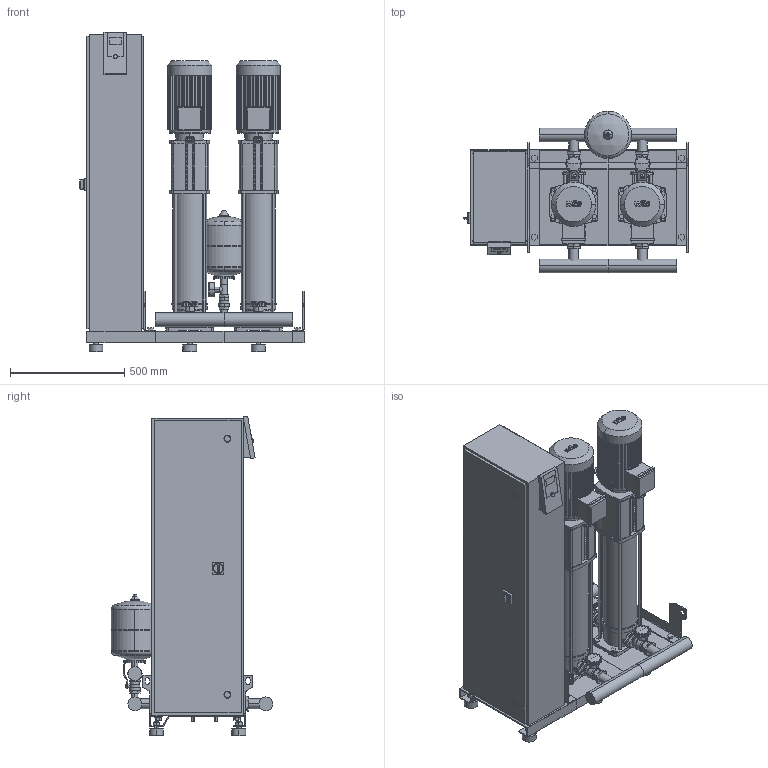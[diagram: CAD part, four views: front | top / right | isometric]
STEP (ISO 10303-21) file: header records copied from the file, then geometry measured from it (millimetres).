
FILE_DESCRIPTION((''),'2;1');
FILE_NAME('3d_SiBoostSmartFC2HELIXV614-2536044.stp','2016-01-25T11:02:30',(''),(''),'Mechanical Desktop 2009','Mechanical Desktop 2009',', , ');
FILE_SCHEMA(('CONFIG_CONTROL_DESIGN'));
Length unit declared in the file: millimetre
Products named in the file (1): Product
Bounding box: 980 x 706.15 x 1398.4 mm (x, y, z)
Volume: 193932855.6 mm3; surface area: 9398533.5 mm2
Topology: 105 solids, 105 shells, 3418 faces, 8886 edges, 5846 vertices
Faces by surface type: plane 1565, bspline 951, cylinder 756, cone 110, torus 30, sphere 6
Entity records: 110010 total; most frequent: CARTESIAN_POINT 26610, ORIENTED_EDGE 17748, DIRECTION 15872, EDGE_CURVE 8874, VECTOR 6188, LINE 6188, VERTEX_POINT 5842, AXIS2_PLACEMENT_3D 4842
